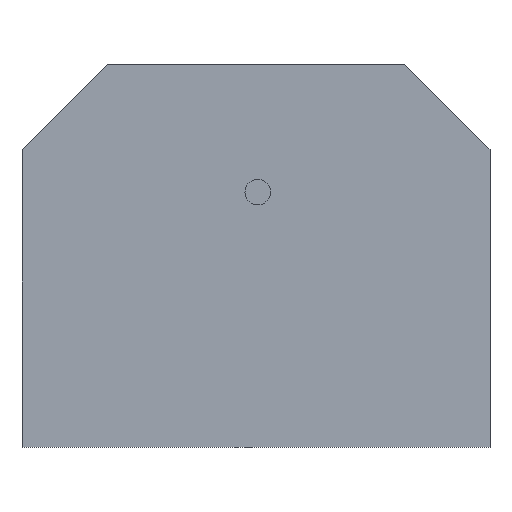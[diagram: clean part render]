
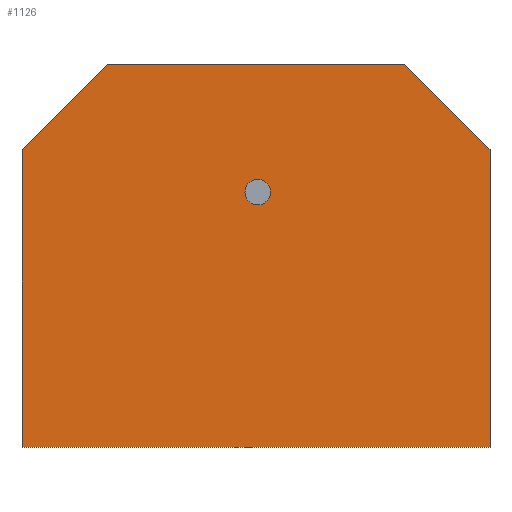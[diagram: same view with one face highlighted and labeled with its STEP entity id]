
A CAD part, front view. The second image highlights one B-rep face of the part: STEP entity #1126.
In plain terms, the highlighted planar face has unit normal (0, -1, 0).
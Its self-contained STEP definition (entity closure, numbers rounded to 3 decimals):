
#22=FACE_BOUND('',#145,.T.);
#34=CIRCLE('',#1198,0.6);
#88=FACE_OUTER_BOUND('',#144,.T.);
#144=EDGE_LOOP('',(#989,#990,#991,#992,#993,#994));
#145=EDGE_LOOP('',(#995));
#183=LINE('',#1568,#330);
#271=LINE('',#1759,#418);
#276=LINE('',#1768,#423);
#280=LINE('',#1779,#427);
#292=LINE('',#1809,#439);
#293=LINE('',#1811,#440);
#330=VECTOR('',#1257,10.);
#418=VECTOR('',#1427,10.);
#423=VECTOR('',#1434,10.);
#427=VECTOR('',#1444,10.);
#439=VECTOR('',#1486,10.);
#440=VECTOR('',#1489,10.);
#473=VERTEX_POINT('',#1565);
#474=VERTEX_POINT('',#1567);
#536=VERTEX_POINT('',#1758);
#539=VERTEX_POINT('',#1766);
#543=VERTEX_POINT('',#1778);
#544=VERTEX_POINT('',#1787);
#546=VERTEX_POINT('',#1807);
#583=EDGE_CURVE('',#473,#474,#183,.T.);
#681=EDGE_CURVE('',#536,#473,#271,.T.);
#686=EDGE_CURVE('',#539,#536,#276,.T.);
#691=EDGE_CURVE('',#543,#539,#280,.T.);
#693=EDGE_CURVE('',#544,#544,#34,.T.);
#704=EDGE_CURVE('',#546,#474,#292,.T.);
#705=EDGE_CURVE('',#543,#546,#293,.T.);
#989=ORIENTED_EDGE('',*,*,#681,.F.);
#990=ORIENTED_EDGE('',*,*,#686,.F.);
#991=ORIENTED_EDGE('',*,*,#691,.F.);
#992=ORIENTED_EDGE('',*,*,#705,.T.);
#993=ORIENTED_EDGE('',*,*,#704,.T.);
#994=ORIENTED_EDGE('',*,*,#583,.F.);
#995=ORIENTED_EDGE('',*,*,#693,.T.);
#1071=PLANE('',#1207);
#1126=ADVANCED_FACE('',(#88,#22),#1071,.T.);
#1198=AXIS2_PLACEMENT_3D('',#1788,#1458,#1459);
#1207=AXIS2_PLACEMENT_3D('',#1810,#1487,#1488);
#1257=DIRECTION('',(0.,0.,-1.));
#1427=DIRECTION('',(0.707,0.,-0.707));
#1434=DIRECTION('',(1.,0.,0.));
#1444=DIRECTION('',(0.707,0.,0.707));
#1458=DIRECTION('center_axis',(0.,1.,0.));
#1459=DIRECTION('ref_axis',(0.,0.,-1.));
#1486=DIRECTION('',(1.,0.,0.));
#1487=DIRECTION('center_axis',(0.,-1.,0.));
#1488=DIRECTION('ref_axis',(0.,0.,-1.));
#1489=DIRECTION('',(0.,0.,-1.));
#1565=CARTESIAN_POINT('',(22.,0.,-4.));
#1567=CARTESIAN_POINT('',(22.,0.,-18.));
#1568=CARTESIAN_POINT('',(22.,0.,-15.));
#1758=CARTESIAN_POINT('',(18.,0.,0.));
#1759=CARTESIAN_POINT('',(14.5,0.,3.5));
#1766=CARTESIAN_POINT('',(4.,0.,0.));
#1768=CARTESIAN_POINT('',(0.,0.,0.));
#1778=CARTESIAN_POINT('',(0.,0.,-4.));
#1779=CARTESIAN_POINT('',(2.,0.,-2.));
#1787=CARTESIAN_POINT('',(11.082,0.,-5.4));
#1788=CARTESIAN_POINT('Origin',(11.082,0.,-6.));
#1807=CARTESIAN_POINT('',(0.,0.,-18.));
#1809=CARTESIAN_POINT('',(0.,0.,-18.));
#1810=CARTESIAN_POINT('Origin',(0.,0.,0.));
#1811=CARTESIAN_POINT('',(0.,0.,-15.));
